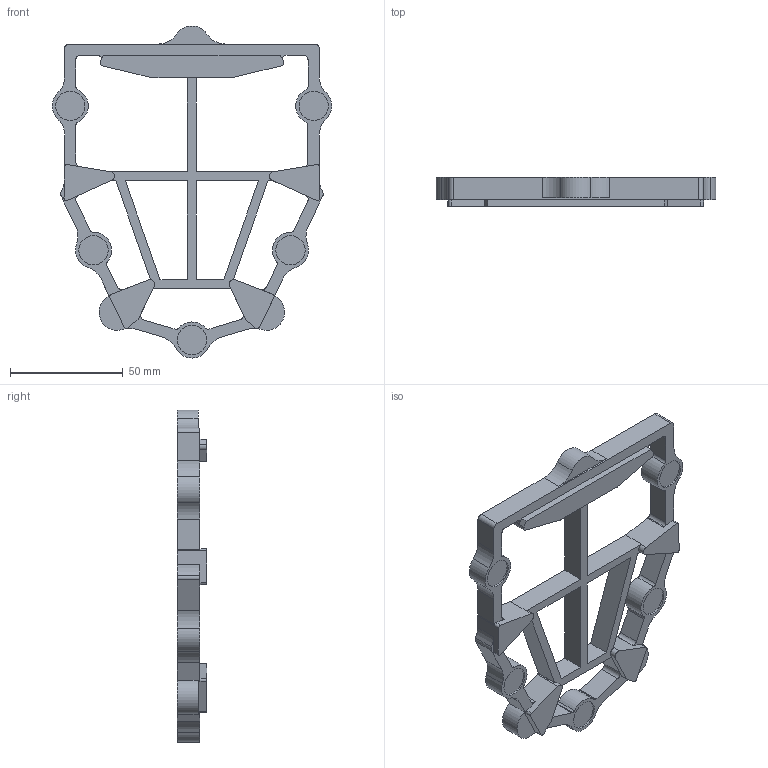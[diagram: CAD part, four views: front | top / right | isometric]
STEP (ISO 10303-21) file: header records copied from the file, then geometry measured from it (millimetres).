
FILE_DESCRIPTION (( 'STEP AP214' ), '1' );
FILE_NAME ('exoskeleton cradle.STEP', '2025-01-27T21:48:50', ( '' ), ( '' ), 'SwSTEP 2.0', 'SolidWorks 2023', '' );
FILE_SCHEMA (( 'AUTOMOTIVE_DESIGN' ));
Length unit declared in the file: millimetre
Products named in the file (1): exoskeleton cradle
Bounding box: 124.17 x 13 x 147.49 mm (x, y, z)
Volume: 58305.2 mm3; surface area: 27640.3 mm2
Topology: 1 solids, 1 shells, 211 faces, 605 edges, 404 vertices
Faces by surface type: cylinder 121, plane 90
Entity records: 7055 total; most frequent: DIRECTION 1278, CARTESIAN_POINT 1221, ORIENTED_EDGE 1210, EDGE_CURVE 605, AXIS2_PLACEMENT_3D 461, VERTEX_POINT 404, VECTOR 356, LINE 356
